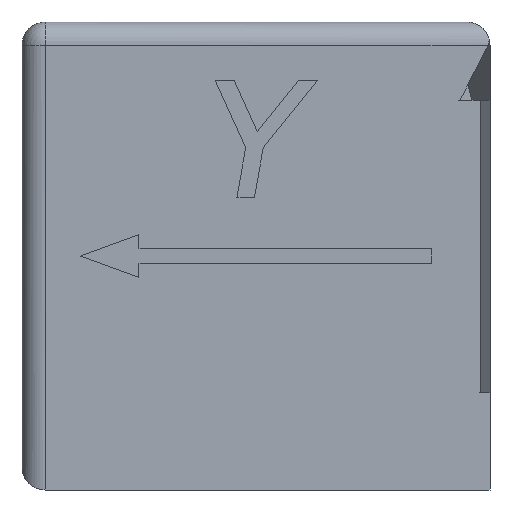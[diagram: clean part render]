
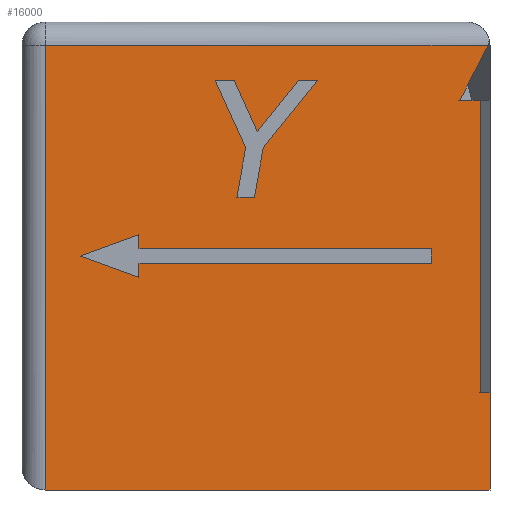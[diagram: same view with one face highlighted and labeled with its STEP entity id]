
A CAD part, left-side view. The second image highlights one B-rep face of the part: STEP entity #16000.
In plain terms, the highlighted planar face has unit normal (-1, 0, 0).
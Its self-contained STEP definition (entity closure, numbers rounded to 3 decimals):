
#1660=CARTESIAN_POINT('',(-0.,0.,0.));
#1670=VERTEX_POINT('',#1660);
#1720=CARTESIAN_POINT('',(0.,1000.,0.));
#1730=DIRECTION('',(0.,-1.,0.));
#1740=VECTOR('',#1730,1.);
#1750=LINE('',#1720,#1740);
#1760=CARTESIAN_POINT('',(-0.,207.935,0.));
#1770=VERTEX_POINT('',#1760);
#1780=EDGE_CURVE('',#1770,#1670,#1750,.T.);
#9880=CARTESIAN_POINT('',(0.,207.935,0.));
#9890=DIRECTION('',(0.,0.,1.));
#9900=VECTOR('',#9890,1.);
#9910=LINE('',#9880,#9900);
#9920=CARTESIAN_POINT('',(-0.,207.935,-21.213));
#9930=VERTEX_POINT('',#9920);
#9940=EDGE_CURVE('',#9930,#1770,#9910,.T.);
#10330=CARTESIAN_POINT('',(0.,0.,-21.213));
#10340=DIRECTION('',(0.,-1.,0.));
#10350=VECTOR('',#10340,1.);
#10360=LINE('',#10330,#10350);
#10370=CARTESIAN_POINT('',(0.,832.935,-21.213));
#10380=VERTEX_POINT('',#10370);
#10390=EDGE_CURVE('',#10380,#9930,#10360,.T.);
#11310=CARTESIAN_POINT('',(0.,950.,-950.));
#11320=VERTEX_POINT('',#11310);
#11350=CARTESIAN_POINT('',(0.,0.,-950.));
#11360=DIRECTION('',(0.,-1.,0.));
#11370=VECTOR('',#11360,1.);
#11380=LINE('',#11350,#11370);
#11390=CARTESIAN_POINT('',(0.,0.,-950.));
#11400=VERTEX_POINT('',#11390);
#11410=EDGE_CURVE('',#11320,#11400,#11380,.T.);
#14170=CARTESIAN_POINT('',(0.,0.,0.));
#14180=DIRECTION('',(0.,0.,-1.));
#14190=VECTOR('',#14180,1.);
#14200=LINE('',#14170,#14190);
#14210=EDGE_CURVE('',#1670,#11400,#14200,.T.);
#14340=CARTESIAN_POINT('',(0.,1000.,0.));
#14350=DIRECTION('',(-1.,0.,0.));
#14360=DIRECTION('',(0.,1.,0.));
#14370=AXIS2_PLACEMENT_3D('',#14340,#14350,#14360);
#14380=PLANE('',#14370);
#14390=CARTESIAN_POINT('',(0.,818.474,0.));
#14400=DIRECTION('',(0.,-0.342,-0.94));
#14410=VECTOR('',#14400,1.);
#14420=LINE('',#14390,#14410);
#14430=CARTESIAN_POINT('',(0.,545.496,-750.));
#14440=VERTEX_POINT('',#14430);
#14450=CARTESIAN_POINT('',(0.,500.,-875.));
#14460=VERTEX_POINT('',#14450);
#14470=EDGE_CURVE('',#14440,#14460,#14420,.T.);
#14480=ORIENTED_EDGE('',*,*,#14470,.F.);
#14490=CARTESIAN_POINT('',(0.,181.526,0.));
#14500=DIRECTION('',(0.,-0.342,0.94));
#14510=VECTOR('',#14500,1.);
#14520=LINE('',#14490,#14510);
#14530=CARTESIAN_POINT('',(0.,454.504,-750.));
#14540=VERTEX_POINT('',#14530);
#14550=EDGE_CURVE('',#14460,#14540,#14520,.T.);
#14560=ORIENTED_EDGE('',*,*,#14550,.F.);
#14570=CARTESIAN_POINT('',(0.,0.,-750.));
#14580=DIRECTION('',(0.,1.,0.));
#14590=VECTOR('',#14580,1.);
#14600=LINE('',#14570,#14590);
#14610=CARTESIAN_POINT('',(-0.,485.,-750.));
#14620=VERTEX_POINT('',#14610);
#14630=EDGE_CURVE('',#14540,#14620,#14600,.T.);
#14640=ORIENTED_EDGE('',*,*,#14630,.F.);
#14650=CARTESIAN_POINT('',(0.,485.,0.));
#14660=DIRECTION('',(0.,0.,1.));
#14670=VECTOR('',#14660,1.);
#14680=LINE('',#14650,#14670);
#14690=CARTESIAN_POINT('',(-0.,485.,-125.));
#14700=VERTEX_POINT('',#14690);
#14710=EDGE_CURVE('',#14620,#14700,#14680,.T.);
#14720=ORIENTED_EDGE('',*,*,#14710,.F.);
#14730=CARTESIAN_POINT('',(0.,0.,-125.));
#14740=DIRECTION('',(0.,1.,0.));
#14750=VECTOR('',#14740,1.);
#14760=LINE('',#14730,#14750);
#14770=CARTESIAN_POINT('',(0.,515.,-125.));
#14780=VERTEX_POINT('',#14770);
#14790=EDGE_CURVE('',#14700,#14780,#14760,.T.);
#14800=ORIENTED_EDGE('',*,*,#14790,.F.);
#14810=CARTESIAN_POINT('',(0.,515.,0.));
#14820=DIRECTION('',(0.,0.,-1.));
#14830=VECTOR('',#14820,1.);
#14840=LINE('',#14810,#14830);
#14850=CARTESIAN_POINT('',(0.,515.,-750.));
#14860=VERTEX_POINT('',#14850);
#14870=EDGE_CURVE('',#14780,#14860,#14840,.T.);
#14880=ORIENTED_EDGE('',*,*,#14870,.F.);
#14890=CARTESIAN_POINT('',(0.,0.,-750.));
#14900=DIRECTION('',(0.,1.,0.));
#14910=VECTOR('',#14900,1.);
#14920=LINE('',#14890,#14910);
#14930=EDGE_CURVE('',#14860,#14440,#14920,.T.);
#14940=ORIENTED_EDGE('',*,*,#14930,.F.);
#14950=EDGE_LOOP('',(#14940,#14880,#14800,#14720,#14640,#14560,#14480));
#14960=FACE_BOUND('',#14950,.T.);
#14970=CARTESIAN_POINT('',(0.,0.,-189.99));
#14980=DIRECTION('',(0.,-0.911,0.413));
#14990=VECTOR('',#14980,1.);
#15000=LINE('',#14970,#14990);
#15010=CARTESIAN_POINT('',(0.,875.,-587.334));
#15020=VERTEX_POINT('',#15010);
#15030=CARTESIAN_POINT('',(0.,731.25,-522.056));
#15040=VERTEX_POINT('',#15030);
#15050=EDGE_CURVE('',#15020,#15040,#15000,.T.);
#15060=ORIENTED_EDGE('',*,*,#15050,.F.);
#15070=CARTESIAN_POINT('',(0.,0.,-650.995));
#15080=DIRECTION('',(0.,-0.985,-0.174));
#15090=VECTOR('',#15080,1.);
#15100=LINE('',#15070,#15090);
#15110=CARTESIAN_POINT('',(0.,625.,-540.791));
#15120=VERTEX_POINT('',#15110);
#15130=EDGE_CURVE('',#15040,#15120,#15100,.T.);
#15140=ORIENTED_EDGE('',*,*,#15130,.F.);
#15150=CARTESIAN_POINT('',(0.,625.,0.));
#15160=DIRECTION('',(0.,0.,1.));
#15170=VECTOR('',#15160,1.);
#15180=LINE('',#15150,#15170);
#15190=CARTESIAN_POINT('',(-0.,625.,-503.291));
#15200=VERTEX_POINT('',#15190);
#15210=EDGE_CURVE('',#15120,#15200,#15180,.T.);
#15220=ORIENTED_EDGE('',*,*,#15210,.F.);
#15230=CARTESIAN_POINT('',(0.,0.,-613.495));
#15240=DIRECTION('',(0.,0.985,0.174));
#15250=VECTOR('',#15240,1.);
#15260=LINE('',#15230,#15250);
#15270=CARTESIAN_POINT('',(-0.,731.25,-484.556));
#15280=VERTEX_POINT('',#15270);
#15290=EDGE_CURVE('',#15200,#15280,#15260,.T.);
#15300=ORIENTED_EDGE('',*,*,#15290,.F.);
#15310=CARTESIAN_POINT('',(0.,0.,-1074.501));
#15320=DIRECTION('',(0.,0.778,0.628));
#15330=VECTOR('',#15320,1.);
#15340=LINE('',#15310,#15330);
#15350=CARTESIAN_POINT('',(-0.,875.,-368.584));
#15360=VERTEX_POINT('',#15350);
#15370=EDGE_CURVE('',#15280,#15360,#15340,.T.);
#15380=ORIENTED_EDGE('',*,*,#15370,.F.);
#15390=CARTESIAN_POINT('',(0.,875.,0.));
#15400=DIRECTION('',(0.,0.,-1.));
#15410=VECTOR('',#15400,1.);
#15420=LINE('',#15390,#15410);
#15430=CARTESIAN_POINT('',(0.,875.,-409.209));
#15440=VERTEX_POINT('',#15430);
#15450=EDGE_CURVE('',#15360,#15440,#15420,.T.);
#15460=ORIENTED_EDGE('',*,*,#15450,.F.);
#15470=CARTESIAN_POINT('',(0.,0.,-1113.495));
#15480=DIRECTION('',(0.,-0.779,-0.627));
#15490=VECTOR('',#15480,1.);
#15500=LINE('',#15470,#15490);
#15510=CARTESIAN_POINT('',(0.,765.625,-497.245));
#15520=VERTEX_POINT('',#15510);
#15530=EDGE_CURVE('',#15440,#15520,#15500,.T.);
#15540=ORIENTED_EDGE('',*,*,#15530,.F.);
#15550=CARTESIAN_POINT('',(0.,0.,-150.995));
#15560=DIRECTION('',(0.,0.911,-0.412));
#15570=VECTOR('',#15560,1.);
#15580=LINE('',#15550,#15570);
#15590=CARTESIAN_POINT('',(0.,875.,-546.709));
#15600=VERTEX_POINT('',#15590);
#15610=EDGE_CURVE('',#15520,#15600,#15580,.T.);
#15620=ORIENTED_EDGE('',*,*,#15610,.F.);
#15630=CARTESIAN_POINT('',(0.,875.,0.));
#15640=DIRECTION('',(0.,0.,-1.));
#15650=VECTOR('',#15640,1.);
#15660=LINE('',#15630,#15650);
#15670=EDGE_CURVE('',#15600,#15020,#15660,.T.);
#15680=ORIENTED_EDGE('',*,*,#15670,.F.);
#15690=EDGE_LOOP('',(#15680,#15620,#15540,#15460,#15380,#15300,#15220,
#15140,#15060));
#15700=FACE_BOUND('',#15690,.T.);
#15710=ORIENTED_EDGE('',*,*,#14210,.F.);
#15720=ORIENTED_EDGE('',*,*,#11410,.T.);
#15730=CARTESIAN_POINT('',(0.,950.,0.));
#15740=DIRECTION('',(0.,0.,-1.));
#15750=VECTOR('',#15740,1.);
#15760=LINE('',#15730,#15750);
#15770=CARTESIAN_POINT('',(0.,950.,-4.084));
#15780=VERTEX_POINT('',#15770);
#15790=EDGE_CURVE('',#15780,#11320,#15760,.T.);
#15800=ORIENTED_EDGE('',*,*,#15790,.T.);
#15810=CARTESIAN_POINT('',(0.,0.,-493.079));
#15820=DIRECTION('',(0.,-0.889,-0.458));
#15830=VECTOR('',#15820,1.);
#15840=LINE('',#15810,#15830);
#15850=CARTESIAN_POINT('',(0.,832.935,-64.341));
#15860=VERTEX_POINT('',#15850);
#15870=EDGE_CURVE('',#15780,#15860,#15840,.T.);
#15880=ORIENTED_EDGE('',*,*,#15870,.F.);
#15890=CARTESIAN_POINT('',(0.,832.935,0.));
#15900=DIRECTION('',(0.,0.,1.));
#15910=VECTOR('',#15900,1.);
#15920=LINE('',#15890,#15910);
#15930=EDGE_CURVE('',#15860,#10380,#15920,.T.);
#15940=ORIENTED_EDGE('',*,*,#15930,.F.);
#15950=ORIENTED_EDGE('',*,*,#10390,.F.);
#15960=ORIENTED_EDGE('',*,*,#9940,.F.);
#15970=ORIENTED_EDGE('',*,*,#1780,.F.);
#15980=EDGE_LOOP('',(#15970,#15960,#15950,#15940,#15880,#15800,#15720,
#15710));
#15990=FACE_OUTER_BOUND('',#15980,.T.);
#16000=ADVANCED_FACE('',(#14960,#15700,#15990),#14380,.T.);
